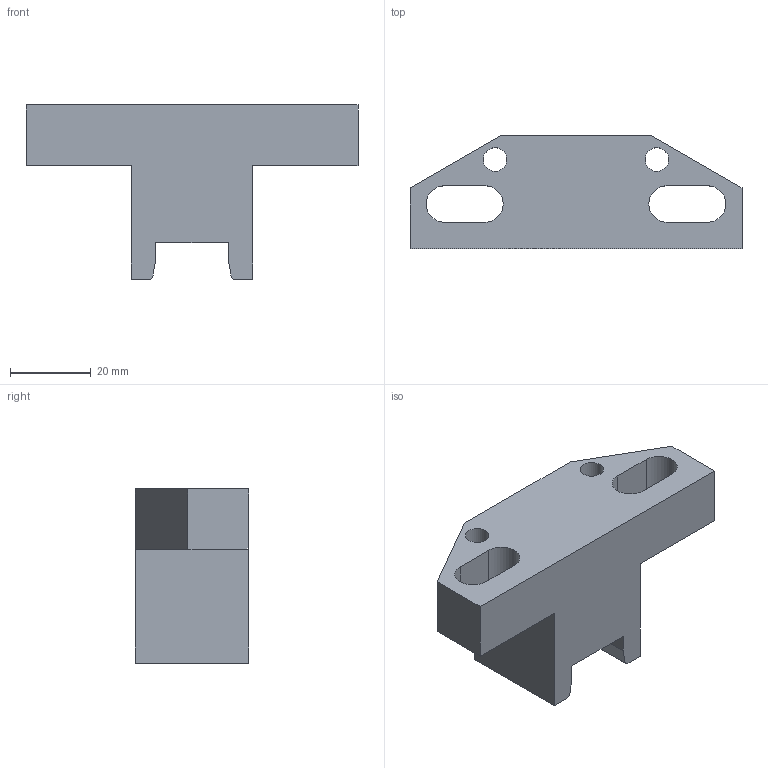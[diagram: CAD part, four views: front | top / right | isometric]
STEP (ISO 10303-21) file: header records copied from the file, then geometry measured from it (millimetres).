
FILE_DESCRIPTION((''),'1');
FILE_NAME('SB-B.stp','2016-08-03T00:24:28',(''),(''),'Spatial Interop R21 SP3','Kubotek KeyCreator 2011 V10.0.2 (22737)',' ');
FILE_SCHEMA(('automotive_design'));
Length unit declared in the file: millimetre
Products named in the file (1): 240[2]
Bounding box: 82 x 28 x 43 mm (x, y, z)
Volume: 39182.7 mm3; surface area: 12882 mm2
Topology: 1 solids, 1 shells, 38 faces, 100 edges, 66 vertices
Faces by surface type: plane 26, cylinder 10, cone 2
Full cylindrical faces by diameter (mm): 5.8 x2, 7 x1, 12 x1, 14.95 x1, 16.6 x1
Entity records: 2113 total; most frequent: CARTESIAN_POINT 229, DIRECTION 188, ORIENTED_EDGE 182, PRESENTATION_STYLE_ASSIGNMENT 169, COLOUR_RGB 169, STYLED_ITEM 130, CURVE_STYLE 130, DRAUGHTING_PRE_DEFINED_CURVE_FONT 130
